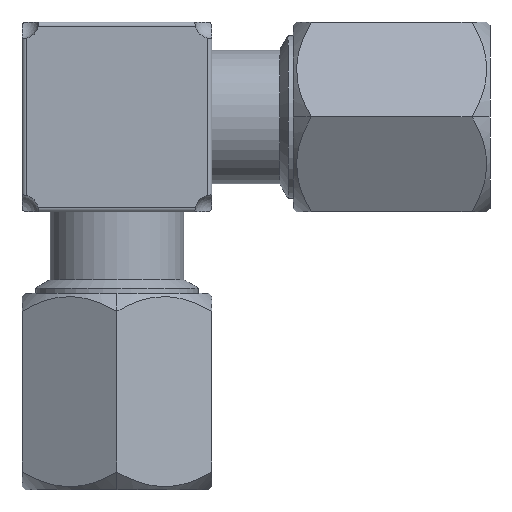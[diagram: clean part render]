
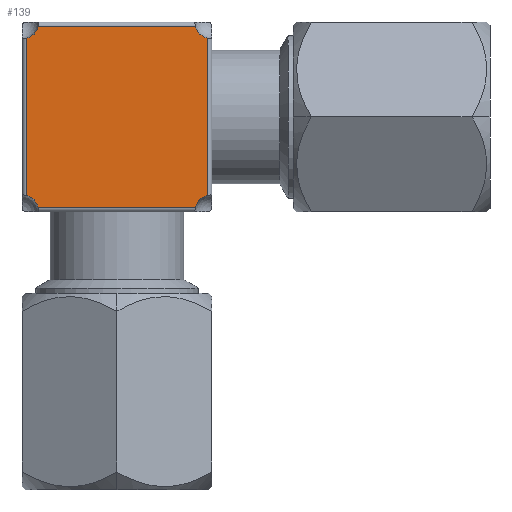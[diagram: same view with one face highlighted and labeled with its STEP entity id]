
A CAD part, left-side view. The second image highlights one B-rep face of the part: STEP entity #139.
In plain terms, the highlighted planar face has unit normal (-1, 0, 0).
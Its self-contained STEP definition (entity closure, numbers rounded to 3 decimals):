
#90 = ORIENTED_EDGE ( 'NONE', *, *, #104, .T. ) ;
#94 = ORIENTED_EDGE ( 'NONE', *, *, #97, .F. ) ;
#95 = VERTEX_POINT ( 'NONE', #1067 ) ;
#97 = EDGE_CURVE ( 'NONE', #95, #109, #1111, .T. ) ;
#101 = VERTEX_POINT ( 'NONE', #1104 ) ;
#104 = EDGE_CURVE ( 'NONE', #95, #143, #1096, .T. ) ;
#105 = EDGE_CURVE ( 'NONE', #106, #109, #1092, .T. ) ;
#106 = VERTEX_POINT ( 'NONE', #1140 ) ;
#108 = ORIENTED_EDGE ( 'NONE', *, *, #105, .T. ) ;
#109 = VERTEX_POINT ( 'NONE', #1138 ) ;
#110 = VERTEX_POINT ( 'NONE', #1137 ) ;
#111 = EDGE_CURVE ( 'NONE', #106, #101, #1135, .T. ) ;
#112 = ORIENTED_EDGE ( 'NONE', *, *, #113, .F. ) ;
#113 = EDGE_CURVE ( 'NONE', #110, #143, #1130, .T. ) ;
#114 = ORIENTED_EDGE ( 'NONE', *, *, #146, .T. ) ;
#139 = ADVANCED_FACE ( 'NONE', ( #1192 ), #1191, .F. ) ;
#141 = ORIENTED_EDGE ( 'NONE', *, *, #111, .F. ) ;
#143 = VERTEX_POINT ( 'NONE', #1186 ) ;
#145 = EDGE_LOOP ( 'NONE', ( #141, #108, #94, #90, #112, #114, #935, #3077 ) ) ;
#146 = EDGE_CURVE ( 'NONE', #110, #147, #1185, .T. ) ;
#147 = VERTEX_POINT ( 'NONE', #1181 ) ;
#935 = ORIENTED_EDGE ( 'NONE', *, *, #3078, .F. ) ;
#1067 = CARTESIAN_POINT ( 'NONE',  ( -6., -5.789, 6.667 ) ) ;
#1090 = VECTOR ( 'NONE', #1141, 1000. ) ;
#1091 = CARTESIAN_POINT ( 'NONE',  ( -6., -6.667, 7. ) ) ;
#1092 = LINE ( 'NONE', #1091, #1090 ) ;
#1093 = DIRECTION ( 'NONE',  ( 0., 1., 0. ) ) ;
#1094 = VECTOR ( 'NONE', #1093, 1000. ) ;
#1095 = CARTESIAN_POINT ( 'NONE',  ( -6., 7., 6.667 ) ) ;
#1096 = LINE ( 'NONE', #1095, #1094 ) ;
#1104 = CARTESIAN_POINT ( 'NONE',  ( -6., -5.789, -6.667 ) ) ;
#1107 = DIRECTION ( 'NONE',  ( 0., 0., -1. ) ) ;
#1108 = DIRECTION ( 'NONE',  ( -1., 0., 0. ) ) ;
#1109 = CARTESIAN_POINT ( 'NONE',  ( -6., -7., 7. ) ) ;
#1110 = AXIS2_PLACEMENT_3D ( 'NONE', #1109, #1108, #1107 ) ;
#1111 = CIRCLE ( 'NONE', #1110, 1.256 ) ;
#1127 = DIRECTION ( 'NONE',  ( 0., 0., -1. ) ) ;
#1128 = DIRECTION ( 'NONE',  ( -1., 0., 0. ) ) ;
#1129 = AXIS2_PLACEMENT_3D ( 'NONE', #1136, #1128, #1127 ) ;
#1130 = CIRCLE ( 'NONE', #1129, 1.256 ) ;
#1131 = DIRECTION ( 'NONE',  ( 0., 0., -1. ) ) ;
#1132 = DIRECTION ( 'NONE',  ( -1., 0., 0. ) ) ;
#1133 = CARTESIAN_POINT ( 'NONE',  ( -6., -7., -7. ) ) ;
#1134 = AXIS2_PLACEMENT_3D ( 'NONE', #1133, #1132, #1131 ) ;
#1135 = CIRCLE ( 'NONE', #1134, 1.256 ) ;
#1136 = CARTESIAN_POINT ( 'NONE',  ( -6., 7., 7. ) ) ;
#1137 = CARTESIAN_POINT ( 'NONE',  ( -6., 6.667, 5.789 ) ) ;
#1138 = CARTESIAN_POINT ( 'NONE',  ( -6., -6.667, 5.789 ) ) ;
#1140 = CARTESIAN_POINT ( 'NONE',  ( -6., -6.667, -5.789 ) ) ;
#1141 = DIRECTION ( 'NONE',  ( 0., 0., 1. ) ) ;
#1181 = CARTESIAN_POINT ( 'NONE',  ( -6., 6.667, -5.789 ) ) ;
#1182 = DIRECTION ( 'NONE',  ( 0., 0., -1. ) ) ;
#1183 = VECTOR ( 'NONE', #1182, 1000. ) ;
#1184 = CARTESIAN_POINT ( 'NONE',  ( -6., 6.667, -7. ) ) ;
#1185 = LINE ( 'NONE', #1184, #1183 ) ;
#1186 = CARTESIAN_POINT ( 'NONE',  ( -6., 5.789, 6.667 ) ) ;
#1187 = DIRECTION ( 'NONE',  ( 0., 0., -1. ) ) ;
#1188 = DIRECTION ( 'NONE',  ( 1., 0., 0. ) ) ;
#1189 = CARTESIAN_POINT ( 'NONE',  ( -6., 0., 0. ) ) ;
#1190 = AXIS2_PLACEMENT_3D ( 'NONE', #1189, #1188, #1187 ) ;
#1191 = PLANE ( 'NONE',  #1190 ) ;
#1192 = FACE_OUTER_BOUND ( 'NONE', #145, .T. ) ;
#2151 = CARTESIAN_POINT ( 'NONE',  ( -6., 5.789, -6.667 ) ) ;
#2187 = DIRECTION ( 'NONE',  ( 0., 0., -1. ) ) ;
#2188 = DIRECTION ( 'NONE',  ( -1., 0., 0. ) ) ;
#2189 = CARTESIAN_POINT ( 'NONE',  ( -6., 7., -7. ) ) ;
#2190 = AXIS2_PLACEMENT_3D ( 'NONE', #2189, #2188, #2187 ) ;
#2191 = CIRCLE ( 'NONE', #2190, 1.256 ) ;
#2192 = DIRECTION ( 'NONE',  ( 0., -1., 0. ) ) ;
#2193 = VECTOR ( 'NONE', #2192, 1000. ) ;
#2194 = CARTESIAN_POINT ( 'NONE',  ( -6., -7., -6.667 ) ) ;
#2195 = LINE ( 'NONE', #2194, #2193 ) ;
#3074 = VERTEX_POINT ( 'NONE', #2151 ) ;
#3076 = EDGE_CURVE ( 'NONE', #3074, #101, #2195, .T. ) ;
#3077 = ORIENTED_EDGE ( 'NONE', *, *, #3076, .T. ) ;
#3078 = EDGE_CURVE ( 'NONE', #3074, #147, #2191, .T. ) ;
